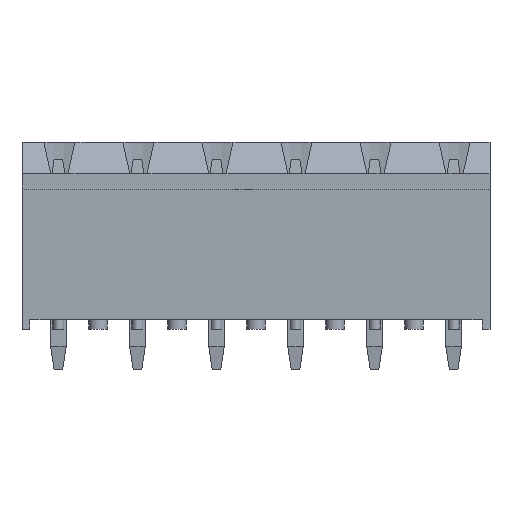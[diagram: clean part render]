
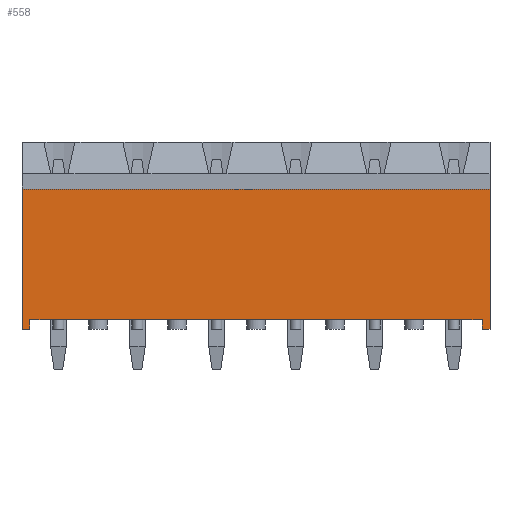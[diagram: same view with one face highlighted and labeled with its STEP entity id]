
A CAD part, front view. The second image highlights one B-rep face of the part: STEP entity #558.
In plain terms, the highlighted planar face has unit normal (0, -1, 0).
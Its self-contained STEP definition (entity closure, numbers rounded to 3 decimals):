
#558 = ADVANCED_FACE( '', ( #1231 ), #1232, .T. );
#1231 = FACE_OUTER_BOUND( '', #2056, .T. );
#1232 = PLANE( '', #2057 );
#2056 = EDGE_LOOP( '', ( #3391, #3392, #3393, #3394, #3395, #3396, #3397, #3398, #3399, #3400, #3401, #3402, #3403, #3404 ) );
#2057 = AXIS2_PLACEMENT_3D( '', #3405, #3406, #3407 );
#3391 = ORIENTED_EDGE( '', *, *, #5416, .F. );
#3392 = ORIENTED_EDGE( '', *, *, #5417, .F. );
#3393 = ORIENTED_EDGE( '', *, *, #5418, .F. );
#3394 = ORIENTED_EDGE( '', *, *, #5419, .T. );
#3395 = ORIENTED_EDGE( '', *, *, #5420, .T. );
#3396 = ORIENTED_EDGE( '', *, *, #5421, .T. );
#3397 = ORIENTED_EDGE( '', *, *, #5348, .F. );
#3398 = ORIENTED_EDGE( '', *, *, #5354, .T. );
#3399 = ORIENTED_EDGE( '', *, *, #5422, .F. );
#3400 = ORIENTED_EDGE( '', *, *, #5423, .F. );
#3401 = ORIENTED_EDGE( '', *, *, #5424, .F. );
#3402 = ORIENTED_EDGE( '', *, *, #5109, .F. );
#3403 = ORIENTED_EDGE( '', *, *, #5228, .F. );
#3404 = ORIENTED_EDGE( '', *, *, #5207, .F. );
#3405 = CARTESIAN_POINT( '', ( 0., 0.8, 0. ) );
#3406 = DIRECTION( '', ( 0., -1., 0. ) );
#3407 = DIRECTION( '', ( 0., 0., -1. ) );
#5109 = EDGE_CURVE( '', #6153, #6158, #6159, .T. );
#5207 = EDGE_CURVE( '', #6320, #6322, #6323, .T. );
#5228 = EDGE_CURVE( '', #6322, #6153, #6355, .T. );
#5348 = EDGE_CURVE( '', #6548, #6550, #6551, .T. );
#5354 = EDGE_CURVE( '', #6548, #6558, #6560, .T. );
#5416 = EDGE_CURVE( '', #6651, #6320, #6652, .T. );
#5417 = EDGE_CURVE( '', #6653, #6651, #6654, .T. );
#5418 = EDGE_CURVE( '', #6655, #6653, #6656, .T. );
#5419 = EDGE_CURVE( '', #6655, #6657, #6658, .T. );
#5420 = EDGE_CURVE( '', #6657, #6659, #6660, .T. );
#5421 = EDGE_CURVE( '', #6659, #6550, #6661, .T. );
#5422 = EDGE_CURVE( '', #6349, #6558, #6662, .T. );
#5423 = EDGE_CURVE( '', #6663, #6349, #6664, .T. );
#5424 = EDGE_CURVE( '', #6158, #6663, #6665, .T. );
#6153 = VERTEX_POINT( '', #7629 );
#6158 = VERTEX_POINT( '', #7634 );
#6159 = LINE( '', #7635, #7636 );
#6320 = VERTEX_POINT( '', #7865 );
#6322 = VERTEX_POINT( '', #7867 );
#6323 = LINE( '', #7868, #7869 );
#6349 = VERTEX_POINT( '', #7906 );
#6355 = LINE( '', #7912, #7913 );
#6548 = VERTEX_POINT( '', #8195 );
#6550 = VERTEX_POINT( '', #8198 );
#6551 = LINE( '', #8199, #8200 );
#6558 = VERTEX_POINT( '', #8210 );
#6560 = LINE( '', #8213, #8214 );
#6651 = VERTEX_POINT( '', #8348 );
#6652 = LINE( '', #8349, #8350 );
#6653 = VERTEX_POINT( '', #8351 );
#6654 = LINE( '', #8352, #8353 );
#6655 = VERTEX_POINT( '', #8354 );
#6656 = LINE( '', #8355, #8356 );
#6657 = VERTEX_POINT( '', #8357 );
#6658 = LINE( '', #8358, #8359 );
#6659 = VERTEX_POINT( '', #8360 );
#6660 = LINE( '', #8361, #8362 );
#6661 = LINE( '', #8363, #8364 );
#6662 = LINE( '', #8365, #8366 );
#6663 = VERTEX_POINT( '', #8367 );
#6664 = LINE( '', #8368, #8369 );
#6665 = LINE( '', #8370, #8371 );
#7629 = CARTESIAN_POINT( '', ( 19.18, 0.8, 0.6 ) );
#7634 = CARTESIAN_POINT( '', ( 14.1, 0.8, 0.6 ) );
#7635 = CARTESIAN_POINT( '', ( 32.08, 0.8, 0.6 ) );
#7636 = VECTOR( '', #9381, 1000. );
#7865 = CARTESIAN_POINT( '', ( 29.34, 0.8, 0.6 ) );
#7867 = CARTESIAN_POINT( '', ( 24.26, 0.8, 0.6 ) );
#7868 = CARTESIAN_POINT( '', ( 32.08, 0.8, 0.6 ) );
#7869 = VECTOR( '', #9471, 1000. );
#7906 = CARTESIAN_POINT( '', ( 3.94, 0.8, 0.6 ) );
#7912 = CARTESIAN_POINT( '', ( 32.08, 0.8, 0.6 ) );
#7913 = VECTOR( '', #9495, 1000. );
#8195 = CARTESIAN_POINT( '', ( 2.1, 0.8, 0. ) );
#8198 = CARTESIAN_POINT( '', ( 1.6, 0.8, 0. ) );
#8199 = CARTESIAN_POINT( '', ( 2.1, 0.8, 0. ) );
#8200 = VECTOR( '', #9610, 1000. );
#8210 = CARTESIAN_POINT( '', ( 2.1, 0.8, 0.6 ) );
#8213 = CARTESIAN_POINT( '', ( 2.1, 0.8, 0. ) );
#8214 = VECTOR( '', #9615, 1000. );
#8348 = CARTESIAN_POINT( '', ( 31.18, 0.8, 0.6 ) );
#8349 = CARTESIAN_POINT( '', ( 32.08, 0.8, 0.6 ) );
#8350 = VECTOR( '', #9665, 1000. );
#8351 = CARTESIAN_POINT( '', ( 31.18, 0.8, 0. ) );
#8352 = CARTESIAN_POINT( '', ( 31.18, 0.8, 0. ) );
#8353 = VECTOR( '', #9666, 1000. );
#8354 = CARTESIAN_POINT( '', ( 31.68, 0.8, 0. ) );
#8355 = CARTESIAN_POINT( '', ( 31.68, 0.8, 0. ) );
#8356 = VECTOR( '', #9667, 1000. );
#8357 = CARTESIAN_POINT( '', ( 31.68, 0.8, 9. ) );
#8358 = CARTESIAN_POINT( '', ( 31.68, 0.8, 0. ) );
#8359 = VECTOR( '', #9668, 1000. );
#8360 = CARTESIAN_POINT( '', ( 1.6, 0.8, 9. ) );
#8361 = CARTESIAN_POINT( '', ( 33.28, 0.8, 9. ) );
#8362 = VECTOR( '', #9669, 1000. );
#8363 = CARTESIAN_POINT( '', ( 1.6, 0.8, 0. ) );
#8364 = VECTOR( '', #9670, 1000. );
#8365 = CARTESIAN_POINT( '', ( 32.08, 0.8, 0.6 ) );
#8366 = VECTOR( '', #9671, 1000. );
#8367 = CARTESIAN_POINT( '', ( 9.02, 0.8, 0.6 ) );
#8368 = CARTESIAN_POINT( '', ( 32.08, 0.8, 0.6 ) );
#8369 = VECTOR( '', #9672, 1000. );
#8370 = CARTESIAN_POINT( '', ( 32.08, 0.8, 0.6 ) );
#8371 = VECTOR( '', #9673, 1000. );
#9381 = DIRECTION( '', ( -1., 0., 0. ) );
#9471 = DIRECTION( '', ( -1., 0., 0. ) );
#9495 = DIRECTION( '', ( -1., 0., 0. ) );
#9610 = DIRECTION( '', ( -1., 0., 0. ) );
#9615 = DIRECTION( '', ( 0., 0., 1. ) );
#9665 = DIRECTION( '', ( -1., 0., 0. ) );
#9666 = DIRECTION( '', ( 0., 0., 1. ) );
#9667 = DIRECTION( '', ( -1., 0., 0. ) );
#9668 = DIRECTION( '', ( 0., 0., 1. ) );
#9669 = DIRECTION( '', ( -1., 0., 0. ) );
#9670 = DIRECTION( '', ( 0., 0., -1. ) );
#9671 = DIRECTION( '', ( -1., 0., 0. ) );
#9672 = DIRECTION( '', ( -1., 0., 0. ) );
#9673 = DIRECTION( '', ( -1., 0., 0. ) );
